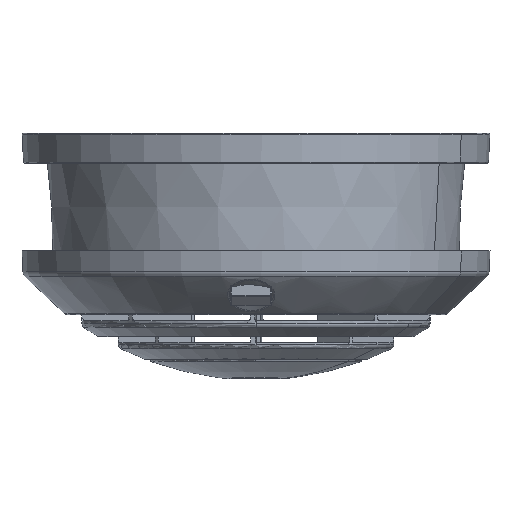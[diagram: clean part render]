
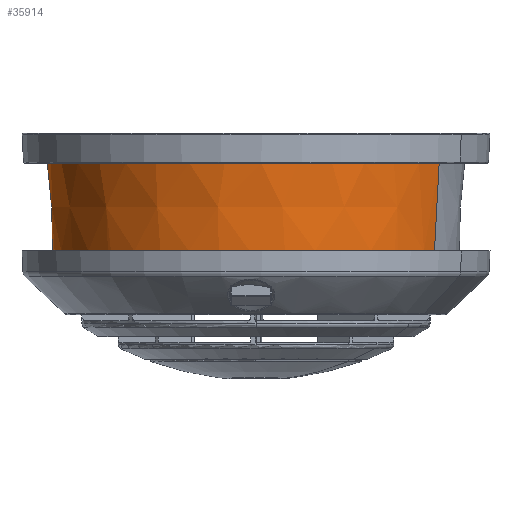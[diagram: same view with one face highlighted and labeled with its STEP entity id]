
A CAD part, left-side view. The second image highlights one B-rep face of the part: STEP entity #35914.
In plain terms, the highlighted conical face has half-angle 3.468 degrees and reference radius 45.995 mm.
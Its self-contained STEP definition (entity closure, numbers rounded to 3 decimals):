
#17602=CARTESIAN_POINT('Vertex',(0.59,45.991,-26.586)) ;
#17653=CARTESIAN_POINT('Vertex',(1.59,45.967,-26.586)) ;
#17690=CARTESIAN_POINT('Vertex',(-32.235,32.809,-26.586)) ;
#17741=CARTESIAN_POINT('Vertex',(-31.514,33.502,-26.586)) ;
#17778=CARTESIAN_POINT('Vertex',(-32.922,-32.12,-26.586)) ;
#17829=CARTESIAN_POINT('Vertex',(-33.612,-31.397,-26.586)) ;
#18940=CARTESIAN_POINT('Vertex',(-45.972,1.453,-26.586)) ;
#18980=CARTESIAN_POINT('Vertex',(-45.993,0.453,-26.586)) ;
#23629=CARTESIAN_POINT('Vertex',(-22.051,-40.364,-26.586)) ;
#23632=CARTESIAN_POINT('Axis2P3D Location',(0.,0.,-26.586)) ;
#23637=CARTESIAN_POINT('Axis2P3D Location',(0.,0.,-26.586)) ;
#23642=CARTESIAN_POINT('Axis2P3D Location',(0.,0.,-26.586)) ;
#23647=CARTESIAN_POINT('Axis2P3D Location',(0.,0.,-26.586)) ;
#23652=CARTESIAN_POINT('Axis2P3D Location',(0.,0.,-26.586)) ;
#23656=CARTESIAN_POINT('Vertex',(22.051,40.364,-26.586)) ;
#23725=CARTESIAN_POINT('Axis2P3D Location',(0.,0.,-26.586)) ;
#23730=CARTESIAN_POINT('Axis2P3D Location',(0.,0.,-26.586)) ;
#23735=CARTESIAN_POINT('Axis2P3D Location',(0.,0.,-26.586)) ;
#23760=CARTESIAN_POINT('Axis2P3D Location',(0.,0.,-26.586)) ;
#35856=CARTESIAN_POINT('Axis2P3D Location',(0.,0.,-26.586)) ;
#35861=CARTESIAN_POINT('Line Origine',(-22.34,-40.893,-16.643)) ;
#35865=CARTESIAN_POINT('Vertex',(-22.629,-41.422,-6.7)) ;
#35868=CARTESIAN_POINT('Line Origine',(22.34,40.893,-16.643)) ;
#35872=CARTESIAN_POINT('Vertex',(22.629,41.422,-6.7)) ;
#35895=CARTESIAN_POINT('Axis2P3D Location',(0.,0.,-6.7)) ;
#23633=DIRECTION('Axis2P3D Direction',(0.,0.,1.)) ;
#23638=DIRECTION('Axis2P3D Direction',(0.,0.,1.)) ;
#23643=DIRECTION('Axis2P3D Direction',(0.,0.,1.)) ;
#23648=DIRECTION('Axis2P3D Direction',(0.,0.,1.)) ;
#23653=DIRECTION('Axis2P3D Direction',(0.,0.,1.)) ;
#23726=DIRECTION('Axis2P3D Direction',(0.,0.,-1.)) ;
#23731=DIRECTION('Axis2P3D Direction',(0.,0.,-1.)) ;
#23736=DIRECTION('Axis2P3D Direction',(0.,0.,-1.)) ;
#23761=DIRECTION('Axis2P3D Direction',(0.,0.,-1.)) ;
#35857=DIRECTION('Axis2P3D Direction',(-0.,-0.,1.)) ;
#35858=DIRECTION('Axis2P3D XDirection',(-0.479,-0.878,0.)) ;
#35862=DIRECTION('Vector Direction',(-0.029,-0.053,0.998)) ;
#35869=DIRECTION('Vector Direction',(0.029,0.053,0.998)) ;
#35896=DIRECTION('Axis2P3D Direction',(-0.,0.,1.)) ;
#23634=AXIS2_PLACEMENT_3D('Circle Axis2P3D',#23632,#23633,$) ;
#23639=AXIS2_PLACEMENT_3D('Circle Axis2P3D',#23637,#23638,$) ;
#23644=AXIS2_PLACEMENT_3D('Circle Axis2P3D',#23642,#23643,$) ;
#23649=AXIS2_PLACEMENT_3D('Circle Axis2P3D',#23647,#23648,$) ;
#23654=AXIS2_PLACEMENT_3D('Circle Axis2P3D',#23652,#23653,$) ;
#23727=AXIS2_PLACEMENT_3D('Circle Axis2P3D',#23725,#23726,$) ;
#23732=AXIS2_PLACEMENT_3D('Circle Axis2P3D',#23730,#23731,$) ;
#23737=AXIS2_PLACEMENT_3D('Circle Axis2P3D',#23735,#23736,$) ;
#23762=AXIS2_PLACEMENT_3D('Circle Axis2P3D',#23760,#23761,$) ;
#35859=AXIS2_PLACEMENT_3D('Cone Axis2P3D',#35856,#35857,#35858) ;
#35897=AXIS2_PLACEMENT_3D('Circle Axis2P3D',#35895,#35896,$) ;
#35901=ORIENTED_EDGE('',*,*,#35874,.T.) ;
#35902=ORIENTED_EDGE('',*,*,#23658,.F.) ;
#35903=ORIENTED_EDGE('',*,*,#23739,.F.) ;
#35904=ORIENTED_EDGE('',*,*,#23651,.F.) ;
#35905=ORIENTED_EDGE('',*,*,#23734,.F.) ;
#35906=ORIENTED_EDGE('',*,*,#23646,.F.) ;
#35907=ORIENTED_EDGE('',*,*,#23729,.F.) ;
#35908=ORIENTED_EDGE('',*,*,#23641,.F.) ;
#35909=ORIENTED_EDGE('',*,*,#23764,.F.) ;
#35910=ORIENTED_EDGE('',*,*,#23636,.F.) ;
#35911=ORIENTED_EDGE('',*,*,#35867,.F.) ;
#35912=ORIENTED_EDGE('',*,*,#35899,.T.) ;
#35863=VECTOR('Line Direction',#35862,1.) ;
#35870=VECTOR('Line Direction',#35869,1.) ;
#35914=ADVANCED_FACE('PartBody',(#35913),#35860,.T.) ;
#23635=CIRCLE('generated circle',#23634,45.995) ;
#23640=CIRCLE('generated circle',#23639,45.995) ;
#23645=CIRCLE('generated circle',#23644,45.995) ;
#23650=CIRCLE('generated circle',#23649,45.995) ;
#23655=CIRCLE('generated circle',#23654,45.995) ;
#23728=CIRCLE('generated circle',#23727,45.995) ;
#23733=CIRCLE('generated circle',#23732,45.995) ;
#23738=CIRCLE('generated circle',#23737,45.995) ;
#23763=CIRCLE('generated circle',#23762,45.995) ;
#35898=CIRCLE('generated circle',#35897,47.2) ;
#35860=CONICAL_SURFACE('Cone',#35859,45.995,0.061) ;
#23636=EDGE_CURVE('',#23630,#17779,#23635,.F.) ;
#23641=EDGE_CURVE('',#17830,#18981,#23640,.F.) ;
#23646=EDGE_CURVE('',#18941,#17691,#23645,.F.) ;
#23651=EDGE_CURVE('',#17742,#17603,#23650,.F.) ;
#23658=EDGE_CURVE('',#17654,#23657,#23655,.F.) ;
#23729=EDGE_CURVE('',#18981,#18941,#23728,.T.) ;
#23734=EDGE_CURVE('',#17691,#17742,#23733,.T.) ;
#23739=EDGE_CURVE('',#17603,#17654,#23738,.T.) ;
#23764=EDGE_CURVE('',#17779,#17830,#23763,.T.) ;
#35867=EDGE_CURVE('',#35866,#23630,#35864,.F.) ;
#35874=EDGE_CURVE('',#35873,#23657,#35871,.F.) ;
#35899=EDGE_CURVE('',#35866,#35873,#35898,.F.) ;
#35900=EDGE_LOOP('',(#35901,#35902,#35903,#35904,#35905,#35906,#35907,#35908,#35909,#35910,#35911,#35912)) ;
#35913=FACE_OUTER_BOUND('',#35900,.T.) ;
#35864=LINE('Line',#35861,#35863) ;
#35871=LINE('Line',#35868,#35870) ;
#17603=VERTEX_POINT('',#17602) ;
#17654=VERTEX_POINT('',#17653) ;
#17691=VERTEX_POINT('',#17690) ;
#17742=VERTEX_POINT('',#17741) ;
#17779=VERTEX_POINT('',#17778) ;
#17830=VERTEX_POINT('',#17829) ;
#18941=VERTEX_POINT('',#18940) ;
#18981=VERTEX_POINT('',#18980) ;
#23630=VERTEX_POINT('',#23629) ;
#23657=VERTEX_POINT('',#23656) ;
#35866=VERTEX_POINT('',#35865) ;
#35873=VERTEX_POINT('',#35872) ;
